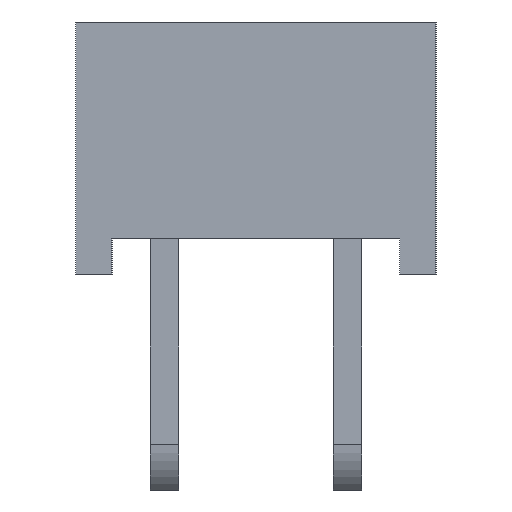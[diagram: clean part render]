
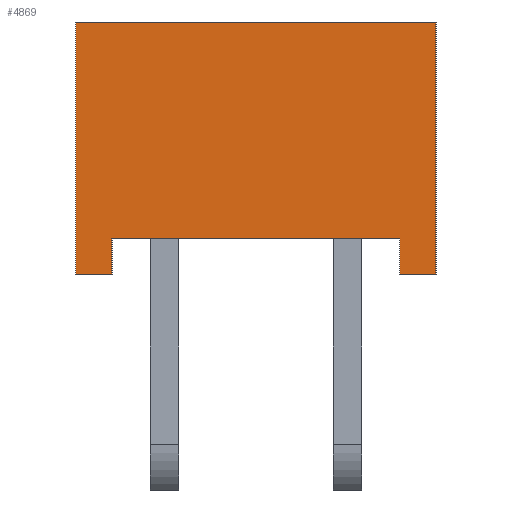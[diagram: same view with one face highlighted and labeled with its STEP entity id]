
A CAD part, left-side view. The second image highlights one B-rep face of the part: STEP entity #4869.
In plain terms, the highlighted face is planar.
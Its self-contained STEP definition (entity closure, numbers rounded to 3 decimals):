
#4591 = PLANE('',#4592);
#4592 = AXIS2_PLACEMENT_3D('',#4593,#4594,#4595);
#4593 = CARTESIAN_POINT('',(0.94,-2.5,0.));
#4594 = DIRECTION('',(0.,0.,1.));
#4595 = DIRECTION('',(1.,0.,0.));
#4619 = PLANE('',#4620);
#4620 = AXIS2_PLACEMENT_3D('',#4621,#4622,#4623);
#4621 = CARTESIAN_POINT('',(0.94,-2.5,0.));
#4622 = DIRECTION('',(0.,-1.,0.));
#4623 = DIRECTION('',(0.,0.,-1.));
#4647 = PLANE('',#4648);
#4648 = AXIS2_PLACEMENT_3D('',#4649,#4650,#4651);
#4649 = CARTESIAN_POINT('',(-1.6,2.5,3.5));
#4650 = DIRECTION('',(0.,0.,1.));
#4651 = DIRECTION('',(1.,0.,0.));
#4675 = PLANE('',#4676);
#4676 = AXIS2_PLACEMENT_3D('',#4677,#4678,#4679);
#4677 = CARTESIAN_POINT('',(-1.6,2.5,0.));
#4678 = DIRECTION('',(0.,1.,0.));
#4679 = DIRECTION('',(0.,0.,1.));
#4703 = PLANE('',#4704);
#4704 = AXIS2_PLACEMENT_3D('',#4705,#4706,#4707);
#4705 = CARTESIAN_POINT('',(-1.6,2.5,0.));
#4706 = DIRECTION('',(0.,0.,1.));
#4707 = DIRECTION('',(1.,0.,0.));
#4730 = PLANE('',#4731);
#4731 = AXIS2_PLACEMENT_3D('',#4732,#4733,#4734);
#4732 = CARTESIAN_POINT('',(-1.6,2.,0.));
#4733 = DIRECTION('',(0.,1.,0.));
#4734 = DIRECTION('',(0.,0.,1.));
#4757 = PLANE('',#4758);
#4758 = AXIS2_PLACEMENT_3D('',#4759,#4760,#4761);
#4759 = CARTESIAN_POINT('',(-1.6,2.,0.5));
#4760 = DIRECTION('',(0.,0.,1.));
#4761 = DIRECTION('',(1.,0.,0.));
#4782 = PLANE('',#4783);
#4783 = AXIS2_PLACEMENT_3D('',#4784,#4785,#4786);
#4784 = CARTESIAN_POINT('',(0.94,-2.,0.));
#4785 = DIRECTION('',(0.,-1.,0.));
#4786 = DIRECTION('',(0.,0.,-1.));
#4799 = VERTEX_POINT('',#4800);
#4800 = CARTESIAN_POINT('',(9.22,-2.,0.));
#4821 = EDGE_CURVE('',#4799,#4822,#4824,.T.);
#4822 = VERTEX_POINT('',#4823);
#4823 = CARTESIAN_POINT('',(9.22,-2.5,0.));
#4824 = SURFACE_CURVE('',#4825,(#4829,#4836),.PCURVE_S1.);
#4825 = LINE('',#4826,#4827);
#4826 = CARTESIAN_POINT('',(9.22,2.5,0.));
#4827 = VECTOR('',#4828,1.);
#4828 = DIRECTION('',(0.,-1.,0.));
#4829 = PCURVE('',#4591,#4830);
#4830 = DEFINITIONAL_REPRESENTATION('',(#4831),#4835);
#4831 = LINE('',#4832,#4833);
#4832 = CARTESIAN_POINT('',(8.28,5.));
#4833 = VECTOR('',#4834,1.);
#4834 = DIRECTION('',(0.,-1.));
#4835 = ( GEOMETRIC_REPRESENTATION_CONTEXT(2) 
PARAMETRIC_REPRESENTATION_CONTEXT() REPRESENTATION_CONTEXT('2D SPACE',''
  ) );
#4836 = PCURVE('',#4837,#4842);
#4837 = PLANE('',#4838);
#4838 = AXIS2_PLACEMENT_3D('',#4839,#4840,#4841);
#4839 = CARTESIAN_POINT('',(9.22,2.5,0.));
#4840 = DIRECTION('',(1.,0.,0.));
#4841 = DIRECTION('',(0.,-1.,0.));
#4842 = DEFINITIONAL_REPRESENTATION('',(#4843),#4847);
#4843 = LINE('',#4844,#4845);
#4844 = CARTESIAN_POINT('',(0.,0.));
#4845 = VECTOR('',#4846,1.);
#4846 = DIRECTION('',(1.,0.));
#4847 = ( GEOMETRIC_REPRESENTATION_CONTEXT(2) 
PARAMETRIC_REPRESENTATION_CONTEXT() REPRESENTATION_CONTEXT('2D SPACE',''
  ) );
#4869 = ADVANCED_FACE('',(#4870),#4837,.T.);
#4870 = FACE_BOUND('',#4871,.T.);
#4871 = EDGE_LOOP('',(#4872,#4897,#4920,#4943,#4964,#4965,#4987,#5009));
#4872 = ORIENTED_EDGE('',*,*,#4873,.F.);
#4873 = EDGE_CURVE('',#4874,#4876,#4878,.T.);
#4874 = VERTEX_POINT('',#4875);
#4875 = CARTESIAN_POINT('',(9.22,2.5,0.));
#4876 = VERTEX_POINT('',#4877);
#4877 = CARTESIAN_POINT('',(9.22,2.,0.));
#4878 = SURFACE_CURVE('',#4879,(#4883,#4890),.PCURVE_S1.);
#4879 = LINE('',#4880,#4881);
#4880 = CARTESIAN_POINT('',(9.22,2.5,0.));
#4881 = VECTOR('',#4882,1.);
#4882 = DIRECTION('',(0.,-1.,0.));
#4883 = PCURVE('',#4837,#4884);
#4884 = DEFINITIONAL_REPRESENTATION('',(#4885),#4889);
#4885 = LINE('',#4886,#4887);
#4886 = CARTESIAN_POINT('',(0.,0.));
#4887 = VECTOR('',#4888,1.);
#4888 = DIRECTION('',(1.,0.));
#4889 = ( GEOMETRIC_REPRESENTATION_CONTEXT(2) 
PARAMETRIC_REPRESENTATION_CONTEXT() REPRESENTATION_CONTEXT('2D SPACE',''
  ) );
#4890 = PCURVE('',#4703,#4891);
#4891 = DEFINITIONAL_REPRESENTATION('',(#4892),#4896);
#4892 = LINE('',#4893,#4894);
#4893 = CARTESIAN_POINT('',(10.82,0.));
#4894 = VECTOR('',#4895,1.);
#4895 = DIRECTION('',(0.,-1.));
#4896 = ( GEOMETRIC_REPRESENTATION_CONTEXT(2) 
PARAMETRIC_REPRESENTATION_CONTEXT() REPRESENTATION_CONTEXT('2D SPACE',''
  ) );
#4897 = ORIENTED_EDGE('',*,*,#4898,.T.);
#4898 = EDGE_CURVE('',#4874,#4899,#4901,.T.);
#4899 = VERTEX_POINT('',#4900);
#4900 = CARTESIAN_POINT('',(9.22,2.5,3.5));
#4901 = SURFACE_CURVE('',#4902,(#4906,#4913),.PCURVE_S1.);
#4902 = LINE('',#4903,#4904);
#4903 = CARTESIAN_POINT('',(9.22,2.5,0.));
#4904 = VECTOR('',#4905,1.);
#4905 = DIRECTION('',(0.,0.,1.));
#4906 = PCURVE('',#4837,#4907);
#4907 = DEFINITIONAL_REPRESENTATION('',(#4908),#4912);
#4908 = LINE('',#4909,#4910);
#4909 = CARTESIAN_POINT('',(0.,0.));
#4910 = VECTOR('',#4911,1.);
#4911 = DIRECTION('',(0.,-1.));
#4912 = ( GEOMETRIC_REPRESENTATION_CONTEXT(2) 
PARAMETRIC_REPRESENTATION_CONTEXT() REPRESENTATION_CONTEXT('2D SPACE',''
  ) );
#4913 = PCURVE('',#4675,#4914);
#4914 = DEFINITIONAL_REPRESENTATION('',(#4915),#4919);
#4915 = LINE('',#4916,#4917);
#4916 = CARTESIAN_POINT('',(0.,10.82));
#4917 = VECTOR('',#4918,1.);
#4918 = DIRECTION('',(1.,0.));
#4919 = ( GEOMETRIC_REPRESENTATION_CONTEXT(2) 
PARAMETRIC_REPRESENTATION_CONTEXT() REPRESENTATION_CONTEXT('2D SPACE',''
  ) );
#4920 = ORIENTED_EDGE('',*,*,#4921,.T.);
#4921 = EDGE_CURVE('',#4899,#4922,#4924,.T.);
#4922 = VERTEX_POINT('',#4923);
#4923 = CARTESIAN_POINT('',(9.22,-2.5,3.5));
#4924 = SURFACE_CURVE('',#4925,(#4929,#4936),.PCURVE_S1.);
#4925 = LINE('',#4926,#4927);
#4926 = CARTESIAN_POINT('',(9.22,2.5,3.5));
#4927 = VECTOR('',#4928,1.);
#4928 = DIRECTION('',(0.,-1.,0.));
#4929 = PCURVE('',#4837,#4930);
#4930 = DEFINITIONAL_REPRESENTATION('',(#4931),#4935);
#4931 = LINE('',#4932,#4933);
#4932 = CARTESIAN_POINT('',(0.,-3.5));
#4933 = VECTOR('',#4934,1.);
#4934 = DIRECTION('',(1.,0.));
#4935 = ( GEOMETRIC_REPRESENTATION_CONTEXT(2) 
PARAMETRIC_REPRESENTATION_CONTEXT() REPRESENTATION_CONTEXT('2D SPACE',''
  ) );
#4936 = PCURVE('',#4647,#4937);
#4937 = DEFINITIONAL_REPRESENTATION('',(#4938),#4942);
#4938 = LINE('',#4939,#4940);
#4939 = CARTESIAN_POINT('',(10.82,0.));
#4940 = VECTOR('',#4941,1.);
#4941 = DIRECTION('',(0.,-1.));
#4942 = ( GEOMETRIC_REPRESENTATION_CONTEXT(2) 
PARAMETRIC_REPRESENTATION_CONTEXT() REPRESENTATION_CONTEXT('2D SPACE',''
  ) );
#4943 = ORIENTED_EDGE('',*,*,#4944,.F.);
#4944 = EDGE_CURVE('',#4822,#4922,#4945,.T.);
#4945 = SURFACE_CURVE('',#4946,(#4950,#4957),.PCURVE_S1.);
#4946 = LINE('',#4947,#4948);
#4947 = CARTESIAN_POINT('',(9.22,-2.5,0.));
#4948 = VECTOR('',#4949,1.);
#4949 = DIRECTION('',(0.,0.,1.));
#4950 = PCURVE('',#4837,#4951);
#4951 = DEFINITIONAL_REPRESENTATION('',(#4952),#4956);
#4952 = LINE('',#4953,#4954);
#4953 = CARTESIAN_POINT('',(5.,0.));
#4954 = VECTOR('',#4955,1.);
#4955 = DIRECTION('',(0.,-1.));
#4956 = ( GEOMETRIC_REPRESENTATION_CONTEXT(2) 
PARAMETRIC_REPRESENTATION_CONTEXT() REPRESENTATION_CONTEXT('2D SPACE',''
  ) );
#4957 = PCURVE('',#4619,#4958);
#4958 = DEFINITIONAL_REPRESENTATION('',(#4959),#4963);
#4959 = LINE('',#4960,#4961);
#4960 = CARTESIAN_POINT('',(0.,8.28));
#4961 = VECTOR('',#4962,1.);
#4962 = DIRECTION('',(-1.,0.));
#4963 = ( GEOMETRIC_REPRESENTATION_CONTEXT(2) 
PARAMETRIC_REPRESENTATION_CONTEXT() REPRESENTATION_CONTEXT('2D SPACE',''
  ) );
#4964 = ORIENTED_EDGE('',*,*,#4821,.F.);
#4965 = ORIENTED_EDGE('',*,*,#4966,.F.);
#4966 = EDGE_CURVE('',#4967,#4799,#4969,.T.);
#4967 = VERTEX_POINT('',#4968);
#4968 = CARTESIAN_POINT('',(9.22,-2.,0.5));
#4969 = SURFACE_CURVE('',#4970,(#4974,#4980),.PCURVE_S1.);
#4970 = LINE('',#4971,#4972);
#4971 = CARTESIAN_POINT('',(9.22,-2.,0.));
#4972 = VECTOR('',#4973,1.);
#4973 = DIRECTION('',(0.,0.,-1.));
#4974 = PCURVE('',#4837,#4975);
#4975 = DEFINITIONAL_REPRESENTATION('',(#4976),#4979);
#4976 = B_SPLINE_CURVE_WITH_KNOTS('',1,(#4977,#4978),.UNSPECIFIED.,.F.,
  .F.,(2,2),(-0.55,0.05),.PIECEWISE_BEZIER_KNOTS.);
#4977 = CARTESIAN_POINT('',(4.5,-0.55));
#4978 = CARTESIAN_POINT('',(4.5,0.05));
#4979 = ( GEOMETRIC_REPRESENTATION_CONTEXT(2) 
PARAMETRIC_REPRESENTATION_CONTEXT() REPRESENTATION_CONTEXT('2D SPACE',''
  ) );
#4980 = PCURVE('',#4782,#4981);
#4981 = DEFINITIONAL_REPRESENTATION('',(#4982),#4986);
#4982 = LINE('',#4983,#4984);
#4983 = CARTESIAN_POINT('',(0.,8.28));
#4984 = VECTOR('',#4985,1.);
#4985 = DIRECTION('',(1.,0.));
#4986 = ( GEOMETRIC_REPRESENTATION_CONTEXT(2) 
PARAMETRIC_REPRESENTATION_CONTEXT() REPRESENTATION_CONTEXT('2D SPACE',''
  ) );
#4987 = ORIENTED_EDGE('',*,*,#4988,.F.);
#4988 = EDGE_CURVE('',#4989,#4967,#4991,.T.);
#4989 = VERTEX_POINT('',#4990);
#4990 = CARTESIAN_POINT('',(9.22,2.,0.5));
#4991 = SURFACE_CURVE('',#4992,(#4996,#5002),.PCURVE_S1.);
#4992 = LINE('',#4993,#4994);
#4993 = CARTESIAN_POINT('',(9.22,2.25,0.5));
#4994 = VECTOR('',#4995,1.);
#4995 = DIRECTION('',(0.,-1.,0.));
#4996 = PCURVE('',#4837,#4997);
#4997 = DEFINITIONAL_REPRESENTATION('',(#4998),#5001);
#4998 = B_SPLINE_CURVE_WITH_KNOTS('',1,(#4999,#5000),.UNSPECIFIED.,.F.,
  .F.,(2,2),(-0.15,4.65),.PIECEWISE_BEZIER_KNOTS.);
#4999 = CARTESIAN_POINT('',(0.1,-0.5));
#5000 = CARTESIAN_POINT('',(4.9,-0.5));
#5001 = ( GEOMETRIC_REPRESENTATION_CONTEXT(2) 
PARAMETRIC_REPRESENTATION_CONTEXT() REPRESENTATION_CONTEXT('2D SPACE',''
  ) );
#5002 = PCURVE('',#4757,#5003);
#5003 = DEFINITIONAL_REPRESENTATION('',(#5004),#5008);
#5004 = LINE('',#5005,#5006);
#5005 = CARTESIAN_POINT('',(10.82,0.25));
#5006 = VECTOR('',#5007,1.);
#5007 = DIRECTION('',(0.,-1.));
#5008 = ( GEOMETRIC_REPRESENTATION_CONTEXT(2) 
PARAMETRIC_REPRESENTATION_CONTEXT() REPRESENTATION_CONTEXT('2D SPACE',''
  ) );
#5009 = ORIENTED_EDGE('',*,*,#5010,.F.);
#5010 = EDGE_CURVE('',#4876,#4989,#5011,.T.);
#5011 = SURFACE_CURVE('',#5012,(#5016,#5022),.PCURVE_S1.);
#5012 = LINE('',#5013,#5014);
#5013 = CARTESIAN_POINT('',(9.22,2.,0.));
#5014 = VECTOR('',#5015,1.);
#5015 = DIRECTION('',(0.,0.,1.));
#5016 = PCURVE('',#4837,#5017);
#5017 = DEFINITIONAL_REPRESENTATION('',(#5018),#5021);
#5018 = B_SPLINE_CURVE_WITH_KNOTS('',1,(#5019,#5020),.UNSPECIFIED.,.F.,
  .F.,(2,2),(-0.05,0.55),.PIECEWISE_BEZIER_KNOTS.);
#5019 = CARTESIAN_POINT('',(0.5,0.05));
#5020 = CARTESIAN_POINT('',(0.5,-0.55));
#5021 = ( GEOMETRIC_REPRESENTATION_CONTEXT(2) 
PARAMETRIC_REPRESENTATION_CONTEXT() REPRESENTATION_CONTEXT('2D SPACE',''
  ) );
#5022 = PCURVE('',#4730,#5023);
#5023 = DEFINITIONAL_REPRESENTATION('',(#5024),#5028);
#5024 = LINE('',#5025,#5026);
#5025 = CARTESIAN_POINT('',(0.,10.82));
#5026 = VECTOR('',#5027,1.);
#5027 = DIRECTION('',(1.,0.));
#5028 = ( GEOMETRIC_REPRESENTATION_CONTEXT(2) 
PARAMETRIC_REPRESENTATION_CONTEXT() REPRESENTATION_CONTEXT('2D SPACE',''
  ) );
